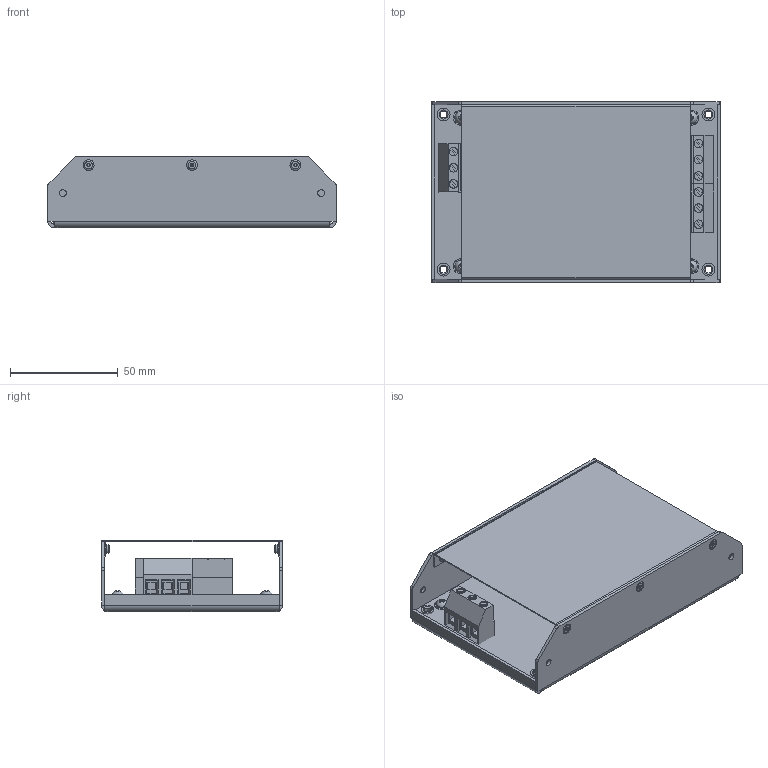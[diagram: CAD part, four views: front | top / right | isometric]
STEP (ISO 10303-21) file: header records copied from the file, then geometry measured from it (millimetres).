
FILE_DESCRIPTION(('STEP AP214'), '1');
FILE_NAME('ÁÊßÞ.436337.003 - Ìîäóëü ýëåêòðîïèòàíèÿ ÌÀÀ250', '', ('UNSPECIFIED'), ('UNSPECIFIED'), 'ASCON STEP Converter 1.6', 'ASCON Math Kernel', '');
FILE_SCHEMA(('AUTOMOTIVE_DESIGN { 1 0 10303 214 3 1 1}'));
Length unit declared in the file: millimetre
Products named in the file (22): 購葠.436337.003; 櫛ち.469643.011; 櫛ち.301314.020; 櫛ち.745322.050; 購葠.713111.030-02; 櫛ち.713111.011; 櫛ち.741121.015; 櫛ち.757538.025; 櫛ち.301411.012; 櫛ち.687253.010; AK710_3-7,5-V-Green; 櫛ち.671342.064; 櫛ち.745322.051
Assembly tree (47 placements, depth 5):
  購葠.436337.003
    櫛ち.469643.011
      (unnamed)
        櫛ち.301314.020
          櫛ち.745322.050
          購葠.713111.030-02  x4
          櫛ち.713111.011  x4
        櫛ち.741121.015  x3
        櫛ち.741121.015
        櫛ち.757538.025
      櫛ち.301411.012
        櫛ち.687253.010
        AK710_3-7,5-V-Green
        櫛ち.671342.064
        AK710_3-7,5-V-Green  x2
      (unnamed)  x4
      (unnamed)  x4
      (unnamed)  x4
      (unnamed)  x4
    櫛ち.745322.051
    (unnamed)
    (unnamed)  x6
Bounding box: 134 x 84 x 33 mm (x, y, z)
Volume: 63213.2 mm3; surface area: 95231 mm2
Topology: 42 solids, 42 shells, 823 faces, 1865 edges, 1192 vertices
Faces by surface type: plane 542, cylinder 209, cone 32, torus 24, bspline 12, sphere 4
Full cylindrical faces by diameter (mm): 1.2 x6, 2.459 x4, 2.7 x18, 3 x4, 3.2 x20, 3.4 x4, 3.6 x4, 4 x15, 4.4 x4, 4.5 x4, 5 x12, 5.5 x4, 6 x12, 6.5 x4, 7 x4
Entity records: 18728 total; most frequent: CARTESIAN_POINT 3280, DIRECTION 2168, ORIENTED_EDGE 1920, EDGE_CURVE 960, AXIS2_PLACEMENT_3D 760, VERTEX_POINT 652, LINE 648, VECTOR 648
